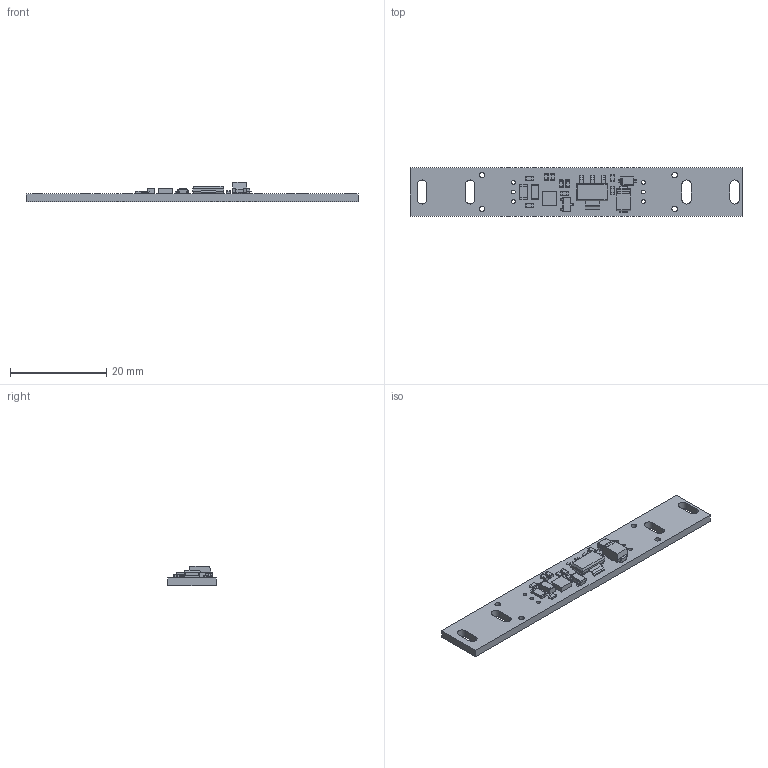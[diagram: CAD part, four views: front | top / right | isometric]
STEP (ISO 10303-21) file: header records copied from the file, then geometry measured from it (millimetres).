
FILE_DESCRIPTION(('Open CASCADE Model'),'2;1');
FILE_NAME('Open CASCADE Shape Model','2021-07-29T12:41:42',('Author'),( 'Open CASCADE'),'Open CASCADE STEP processor 6.8','Open CASCADE 6.8' ,'Unknown');
FILE_SCHEMA(('AUTOMOTIVE_DESIGN { 1 0 10303 214 1 1 1 1 }'));
Length unit declared in the file: millimetre
Products named in the file (41): PCB; Board; Open CASCADE STEP translator 6.8 1.1.1; D2; sod123_v4; pin; pin(Mirror); icbody; Component5; U2; SOT223-3; R7; RESC0603_v2; D1; DO214AC-SMA; C4; C0603_070; U1; 7505012240; Extruded; R6; R5; R4; R3; R2; R1; RESC1206_v1; Q2; SOT23-3; C3; C2; C1; C1206_120
Assembly tree (51 placements, depth 4):
  PCB
    Board
      Open CASCADE STEP translator 6.8 1.1.1
    D2
      sod123_v4
        pin
        pin(Mirror)
        icbody
        Component5
    U2
      SOT223-3
      SOT223-3
      SOT223-3
      SOT223-3
      SOT223-3
    R7
      RESC0603_v2
    D1
      DO214AC-SMA
    C4
      C0603_070
      C0603_070
      C0603_070
    U1
      7505012240
        Extruded
    R6
      RESC0603_v2
    R5
      RESC0603_v2
    R4
      RESC0603_v2
    R3
      RESC0603_v2
    R2
      RESC0603_v2
    R1
      RESC1206_v1
    Q2
      SOT23-3
    C3
      C0603_070
      C0603_070
      C0603_070
    C2
      C0603_070
      C0603_070
      C0603_070
    C1
      C1206_120
      C1206_120
      C1206_120
Bounding box: 69 x 10 x 4.02 mm (x, y, z)
Volume: 1145 mm3; surface area: 2083.7 mm2
Topology: 58 solids, 58 shells, 1027 faces, 2235 edges, 1296 vertices
Faces by surface type: plane 442, cylinder 295, bspline 167, sphere 123
Full cylindrical faces by diameter (mm): 0.8 x6, 1.152 x4
Entity records: 18726 total; most frequent: CARTESIAN_POINT 5598, ORIENTED_EDGE 2590, DIRECTION 2095, EDGE_CURVE 1295, VERTEX_POINT 764, AXIS2_PLACEMENT_3D 745, FACE_BOUND 623, EDGE_LOOP 623
